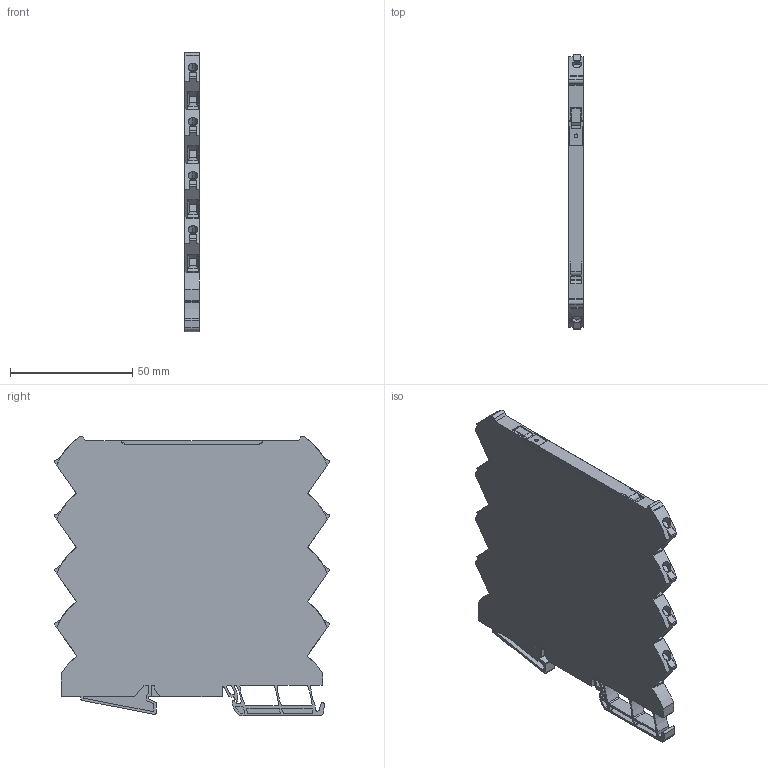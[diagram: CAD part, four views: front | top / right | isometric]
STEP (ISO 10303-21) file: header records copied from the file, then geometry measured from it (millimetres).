
FILE_DESCRIPTION(('CATIA V5 STEP Exchange','CAx-IF Rec.Pracs.--- Model Styling and Organization---1.4--- 2014-01-23'),'2;1');
FILE_NAME ('6265064_5', '2021-06-30T11:32:12+00:00', ('none'), ('Weidmueller'), 'CATIA Version 5-6 Release 2016 SP3 HF44', 'CATIA V5 STEP AP214', 'none');
FILE_SCHEMA(('AUTOMOTIVE_DESIGN { 1 0 10303 214 1 1 1 1 }'));
Length unit declared in the file: millimetre
Products named in the file (1): S3D_ACT20M_RTI_RTCI_CO_OLP_EOLP_S
Bounding box: 6.1 x 112.52 x 114.32 mm (x, y, z)
Volume: 64177.7 mm3; surface area: 32688 mm2
Topology: 22 solids, 24 shells, 801 faces, 2164 edges, 1456 vertices
Faces by surface type: plane 664, cylinder 114, extrusion 23
Entity records: 25080 total; most frequent: CARTESIAN_POINT 5023, ORIENTED_EDGE 4328, DIRECTION 3232, EDGE_CURVE 2164, VECTOR 1736, LINE 1713, VERTEX_POINT 1456, AXIS2_PLACEMENT_3D 876
